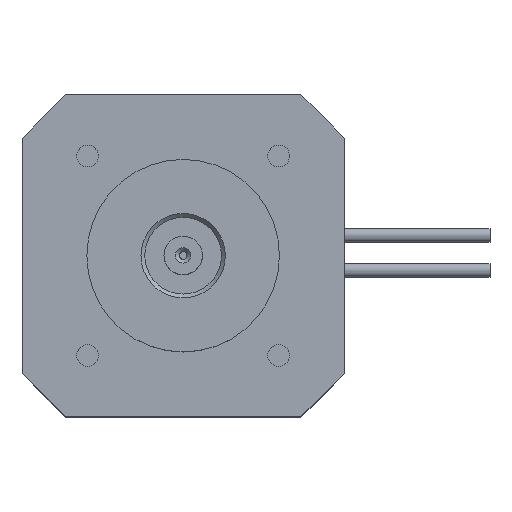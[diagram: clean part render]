
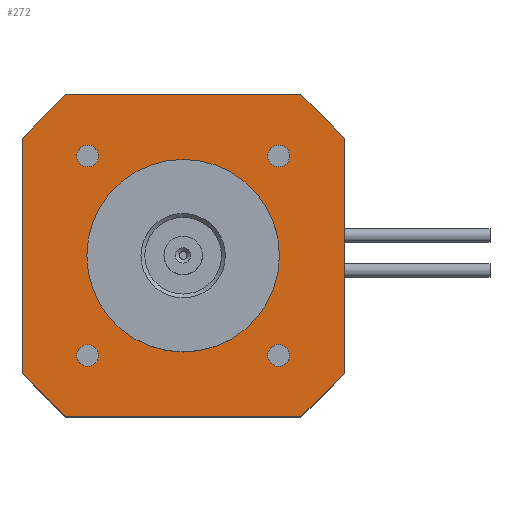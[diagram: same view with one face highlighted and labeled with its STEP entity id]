
A CAD part, top view. The second image highlights one B-rep face of the part: STEP entity #272.
In plain terms, the highlighted planar face has unit normal (0, 0, 1).
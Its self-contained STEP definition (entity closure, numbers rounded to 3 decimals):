
#272 = ADVANCED_FACE( '', ( #627, #628, #629, #630, #631, #632 ), #633, .T. );
#627 = FACE_BOUND( '', #1068, .T. );
#628 = FACE_BOUND( '', #1069, .T. );
#629 = FACE_BOUND( '', #1070, .T. );
#630 = FACE_BOUND( '', #1071, .T. );
#631 = FACE_BOUND( '', #1072, .T. );
#632 = FACE_OUTER_BOUND( '', #1073, .T. );
#633 = PLANE( '', #1074 );
#1068 = EDGE_LOOP( '', ( #1790 ) );
#1069 = EDGE_LOOP( '', ( #1791 ) );
#1070 = EDGE_LOOP( '', ( #1792 ) );
#1071 = EDGE_LOOP( '', ( #1793 ) );
#1072 = EDGE_LOOP( '', ( #1794 ) );
#1073 = EDGE_LOOP( '', ( #1795, #1796, #1797, #1798, #1799, #1800, #1801, #1802 ) );
#1074 = AXIS2_PLACEMENT_3D( '', #1803, #1804, #1805 );
#1790 = ORIENTED_EDGE( '', *, *, #2607, .T. );
#1791 = ORIENTED_EDGE( '', *, *, #2608, .T. );
#1792 = ORIENTED_EDGE( '', *, *, #2492, .T. );
#1793 = ORIENTED_EDGE( '', *, *, #2391, .T. );
#1794 = ORIENTED_EDGE( '', *, *, #2446, .F. );
#1795 = ORIENTED_EDGE( '', *, *, #2609, .T. );
#1796 = ORIENTED_EDGE( '', *, *, #2610, .T. );
#1797 = ORIENTED_EDGE( '', *, *, #2611, .T. );
#1798 = ORIENTED_EDGE( '', *, *, #2612, .F. );
#1799 = ORIENTED_EDGE( '', *, *, #2613, .T. );
#1800 = ORIENTED_EDGE( '', *, *, #2597, .F. );
#1801 = ORIENTED_EDGE( '', *, *, #2580, .T. );
#1802 = ORIENTED_EDGE( '', *, *, #2614, .T. );
#1803 = CARTESIAN_POINT( '', ( 0., 0., 40. ) );
#1804 = DIRECTION( '', ( 0., 0., 1. ) );
#1805 = DIRECTION( '', ( 1., 0., 0. ) );
#2391 = EDGE_CURVE( '', #2817, #2817, #2818, .T. );
#2446 = EDGE_CURVE( '', #2909, #2909, #2910, .T. );
#2492 = EDGE_CURVE( '', #2987, #2987, #2988, .T. );
#2580 = EDGE_CURVE( '', #3124, #3122, #3125, .T. );
#2597 = EDGE_CURVE( '', #3124, #3147, #3150, .T. );
#2607 = EDGE_CURVE( '', #3164, #3164, #3165, .T. );
#2608 = EDGE_CURVE( '', #3166, #3166, #3167, .T. );
#2609 = EDGE_CURVE( '', #3168, #3169, #3170, .T. );
#2610 = EDGE_CURVE( '', #3169, #3171, #3172, .T. );
#2611 = EDGE_CURVE( '', #3171, #3173, #3174, .T. );
#2612 = EDGE_CURVE( '', #3175, #3173, #3176, .T. );
#2613 = EDGE_CURVE( '', #3175, #3147, #3177, .T. );
#2614 = EDGE_CURVE( '', #3122, #3168, #3178, .T. );
#2817 = VERTEX_POINT( '', #3441 );
#2818 = CIRCLE( '', #3442, 1.425 );
#2909 = VERTEX_POINT( '', #3565 );
#2910 = CIRCLE( '', #3566, 12.55 );
#2987 = VERTEX_POINT( '', #3668 );
#2988 = CIRCLE( '', #3669, 1.425 );
#3122 = VERTEX_POINT( '', #3858 );
#3124 = VERTEX_POINT( '', #3861 );
#3125 = LINE( '', #3862, #3863 );
#3147 = VERTEX_POINT( '', #3896 );
#3150 = LINE( '', #3901, #3902 );
#3164 = VERTEX_POINT( '', #3922 );
#3165 = CIRCLE( '', #3923, 1.425 );
#3166 = VERTEX_POINT( '', #3924 );
#3167 = CIRCLE( '', #3925, 1.425 );
#3168 = VERTEX_POINT( '', #3926 );
#3169 = VERTEX_POINT( '', #3927 );
#3170 = LINE( '', #3928, #3929 );
#3171 = VERTEX_POINT( '', #3930 );
#3172 = LINE( '', #3931, #3932 );
#3173 = VERTEX_POINT( '', #3933 );
#3174 = LINE( '', #3934, #3935 );
#3175 = VERTEX_POINT( '', #3936 );
#3176 = LINE( '', #3937, #3938 );
#3177 = LINE( '', #3939, #3940 );
#3178 = LINE( '', #3941, #3942 );
#3441 = CARTESIAN_POINT( '', ( 12.45, 11.575, 40. ) );
#3442 = AXIS2_PLACEMENT_3D( '', #4212, #4213, #4214 );
#3565 = CARTESIAN_POINT( '', ( 12.55, 0., 40. ) );
#3566 = AXIS2_PLACEMENT_3D( '', #4268, #4269, #4270 );
#3668 = CARTESIAN_POINT( '', ( 12.45, -14.425, 40. ) );
#3669 = AXIS2_PLACEMENT_3D( '', #4323, #4324, #4325 );
#3858 = CARTESIAN_POINT( '', ( -15.358, 21., 40. ) );
#3861 = CARTESIAN_POINT( '', ( 15.358, 21., 40. ) );
#3862 = CARTESIAN_POINT( '', ( 21., 21., 40. ) );
#3863 = VECTOR( '', #4406, 1000. );
#3896 = CARTESIAN_POINT( '', ( 21., 15.329, 40. ) );
#3901 = CARTESIAN_POINT( '', ( 15.358, 21., 40. ) );
#3902 = VECTOR( '', #4420, 1000. );
#3922 = CARTESIAN_POINT( '', ( -12.45, 11.575, 40. ) );
#3923 = AXIS2_PLACEMENT_3D( '', #4427, #4428, #4429 );
#3924 = CARTESIAN_POINT( '', ( -12.45, -14.425, 40. ) );
#3925 = AXIS2_PLACEMENT_3D( '', #4430, #4431, #4432 );
#3926 = CARTESIAN_POINT( '', ( -21., 15.329, 40. ) );
#3927 = CARTESIAN_POINT( '', ( -21., -15.329, 40. ) );
#3928 = CARTESIAN_POINT( '', ( -21., 21., 40. ) );
#3929 = VECTOR( '', #4433, 1000. );
#3930 = CARTESIAN_POINT( '', ( -15.358, -21., 40. ) );
#3931 = CARTESIAN_POINT( '', ( -21., -15.329, 40. ) );
#3932 = VECTOR( '', #4434, 1000. );
#3933 = CARTESIAN_POINT( '', ( 15.358, -21., 40. ) );
#3934 = CARTESIAN_POINT( '', ( -21., -21., 40. ) );
#3935 = VECTOR( '', #4435, 1000. );
#3936 = CARTESIAN_POINT( '', ( 21., -15.329, 40. ) );
#3937 = CARTESIAN_POINT( '', ( 21., -15.329, 40. ) );
#3938 = VECTOR( '', #4436, 1000. );
#3939 = CARTESIAN_POINT( '', ( 21., -21., 40. ) );
#3940 = VECTOR( '', #4437, 1000. );
#3941 = CARTESIAN_POINT( '', ( -15.358, 21., 40. ) );
#3942 = VECTOR( '', #4438, 1000. );
#4212 = CARTESIAN_POINT( '', ( 12.45, 13., 40. ) );
#4213 = DIRECTION( '', ( 0., 0., -1. ) );
#4214 = DIRECTION( '', ( 0., -1., 0. ) );
#4268 = CARTESIAN_POINT( '', ( 0., 0., 40. ) );
#4269 = DIRECTION( '', ( 0., 0., 1. ) );
#4270 = DIRECTION( '', ( 1., 0., 0. ) );
#4323 = CARTESIAN_POINT( '', ( 12.45, -13., 40. ) );
#4324 = DIRECTION( '', ( 0., 0., -1. ) );
#4325 = DIRECTION( '', ( 0., -1., 0. ) );
#4406 = DIRECTION( '', ( -1., 0., 0. ) );
#4420 = DIRECTION( '', ( 0.705, -0.709, 0. ) );
#4427 = CARTESIAN_POINT( '', ( -12.45, 13., 40. ) );
#4428 = DIRECTION( '', ( 0., 0., -1. ) );
#4429 = DIRECTION( '', ( 0., -1., 0. ) );
#4430 = CARTESIAN_POINT( '', ( -12.45, -13., 40. ) );
#4431 = DIRECTION( '', ( 0., 0., -1. ) );
#4432 = DIRECTION( '', ( 0., -1., 0. ) );
#4433 = DIRECTION( '', ( 0., -1., 0. ) );
#4434 = DIRECTION( '', ( 0.705, -0.709, 0. ) );
#4435 = DIRECTION( '', ( 1., 0., 0. ) );
#4436 = DIRECTION( '', ( -0.705, -0.709, 0. ) );
#4437 = DIRECTION( '', ( 0., 1., 0. ) );
#4438 = DIRECTION( '', ( -0.705, -0.709, 0. ) );
